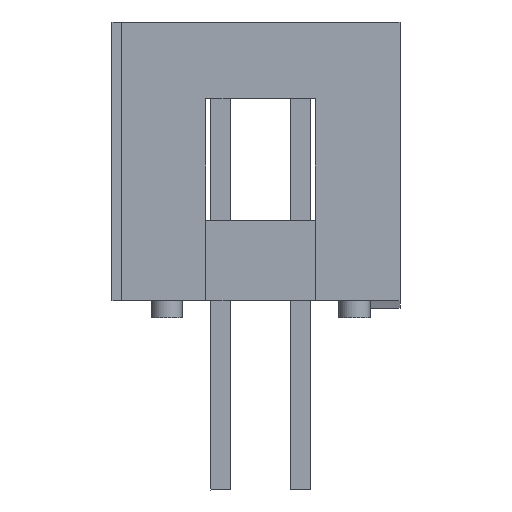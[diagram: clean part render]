
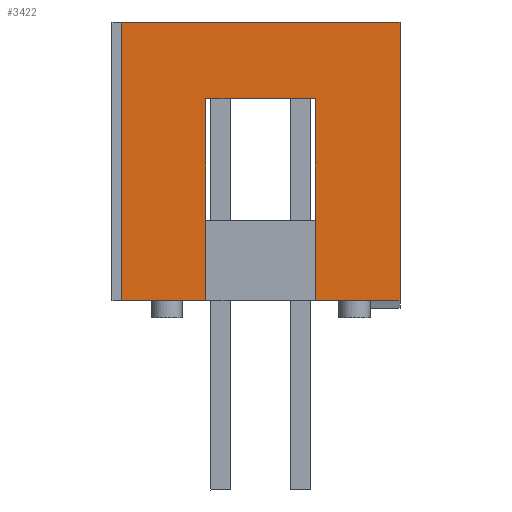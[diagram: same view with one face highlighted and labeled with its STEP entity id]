
A CAD part, left-side view. The second image highlights one B-rep face of the part: STEP entity #3422.
In plain terms, the highlighted planar face has unit normal (-1, 0, 0).
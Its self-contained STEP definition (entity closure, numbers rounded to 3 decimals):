
#3422=ADVANCED_FACE('',(#4386),#3905,.T.);
#3905=PLANE('',#12286);
#4386=FACE_OUTER_BOUND('',#4918,.T.);
#4918=EDGE_LOOP('',(#6994,#6995,#6996,#6997,#6998,#6999,#7000,#7001));
#6994=ORIENTED_EDGE('',*,*,#9344,.T.);
#6995=ORIENTED_EDGE('',*,*,#9341,.T.);
#6996=ORIENTED_EDGE('',*,*,#9345,.T.);
#6997=ORIENTED_EDGE('',*,*,#9346,.T.);
#6998=ORIENTED_EDGE('',*,*,#9347,.T.);
#6999=ORIENTED_EDGE('',*,*,#9191,.F.);
#7000=ORIENTED_EDGE('',*,*,#9348,.T.);
#7001=ORIENTED_EDGE('',*,*,#9244,.T.);
#8067=VERTEX_POINT('',#16553);
#8068=VERTEX_POINT('',#16555);
#8104=VERTEX_POINT('',#16664);
#8105=VERTEX_POINT('',#16666);
#8173=VERTEX_POINT('',#16858);
#8174=VERTEX_POINT('',#16859);
#8175=VERTEX_POINT('',#16866);
#8176=VERTEX_POINT('',#16868);
#9191=EDGE_CURVE('',#8067,#8068,#10390,.T.);
#9244=EDGE_CURVE('',#8105,#8104,#10443,.T.);
#9341=EDGE_CURVE('',#8173,#8174,#10538,.T.);
#9344=EDGE_CURVE('',#8104,#8173,#10541,.T.);
#9345=EDGE_CURVE('',#8174,#8175,#10542,.T.);
#9346=EDGE_CURVE('',#8175,#8176,#10543,.T.);
#9347=EDGE_CURVE('',#8176,#8068,#10544,.T.);
#9348=EDGE_CURVE('',#8067,#8105,#10545,.T.);
#10390=LINE('',#16554,#11583);
#10443=LINE('',#16665,#11636);
#10538=LINE('',#16857,#11731);
#10541=LINE('',#16863,#11734);
#10542=LINE('',#16865,#11735);
#10543=LINE('',#16867,#11736);
#10544=LINE('',#16869,#11737);
#10545=LINE('',#16870,#11738);
#11583=VECTOR('',#14114,1.);
#11636=VECTOR('',#14209,1.);
#11731=VECTOR('',#14362,1.);
#11734=VECTOR('',#14367,1.);
#11735=VECTOR('',#14370,1.);
#11736=VECTOR('',#14371,1.);
#11737=VECTOR('',#14372,1.);
#11738=VECTOR('',#14373,1.);
#12286=AXIS2_PLACEMENT_3D('',#16871,#14374,#14375);
#14114=DIRECTION('',(0.,0.,1.));
#14209=DIRECTION('',(0.,0.,1.));
#14362=DIRECTION('',(0.,0.,-1.));
#14367=DIRECTION('',(0.,-1.,0.));
#14370=DIRECTION('',(0.,-1.,0.));
#14371=DIRECTION('',(0.,0.,1.));
#14372=DIRECTION('',(0.,1.,0.));
#14373=DIRECTION('',(0.,-1.,0.));
#14374=DIRECTION('',(-1.,0.,0.));
#14375=DIRECTION('',(0.,-1.,0.));
#16553=CARTESIAN_POINT('',(-29.2,4.45,-8.9));
#16554=CARTESIAN_POINT('',(-29.2,4.45,-8.9));
#16555=CARTESIAN_POINT('',(-29.2,4.45,0.));
#16664=CARTESIAN_POINT('',(-29.2,1.75,-2.45));
#16665=CARTESIAN_POINT('',(-29.2,1.75,-8.9));
#16666=CARTESIAN_POINT('',(-29.2,1.75,-8.9));
#16857=CARTESIAN_POINT('',(-29.2,-1.75,-2.45));
#16858=CARTESIAN_POINT('',(-29.2,-1.75,-2.45));
#16859=CARTESIAN_POINT('',(-29.2,-1.75,-8.9));
#16863=CARTESIAN_POINT('',(-29.2,1.75,-2.45));
#16865=CARTESIAN_POINT('',(-29.2,-1.75,-8.9));
#16866=CARTESIAN_POINT('',(-29.2,-4.45,-8.9));
#16867=CARTESIAN_POINT('',(-29.2,-4.45,-8.9));
#16868=CARTESIAN_POINT('',(-29.2,-4.45,0.));
#16869=CARTESIAN_POINT('',(-29.2,-4.45,0.));
#16870=CARTESIAN_POINT('',(-29.2,4.45,-8.9));
#16871=CARTESIAN_POINT('',(-29.2,4.45,-8.9));
